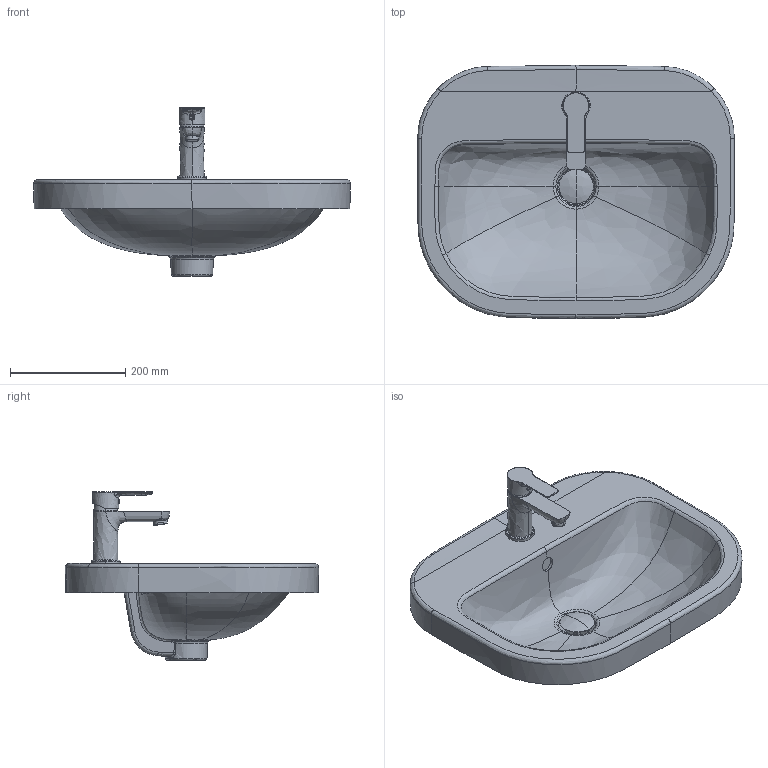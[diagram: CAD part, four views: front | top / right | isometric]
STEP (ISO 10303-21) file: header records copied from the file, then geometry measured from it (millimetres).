
FILE_DESCRIPTION(/* description */ (''),/* implementation_level */ '2;1');
FILE_NAME(/* name */ '2402550000',/* time_stamp */ '2023-10-13T11:38:32+02:00',/* author */ (''),/* organization */ (''),/* preprocessor_version */ 'ST-DEVELOPER v15',/* originating_system */ '',/* authorisation */ '');
FILE_SCHEMA (('AUTOMOTIVE_DESIGN'));
Length unit declared in the file: millimetre
Products named in the file (1): Document
Bounding box: 549.86 x 439.76 x 292.06 mm (x, y, z)
Volume: 6377593.8 mm3; surface area: 723643.6 mm2
Topology: 5 solids, 9 shells, 334 faces, 782 edges, 455 vertices
Faces by surface type: bspline 281, plane 53
Entity records: 115903 total; most frequent: CARTESIAN_POINT 111289, ORIENTED_EDGE 1512, EDGE_CURVE 764, B_SPLINE_CURVE_WITH_KNOTS 491, VERTEX_POINT 455, EDGE_LOOP 355, ADVANCED_FACE 334, FACE_OUTER_BOUND 334
